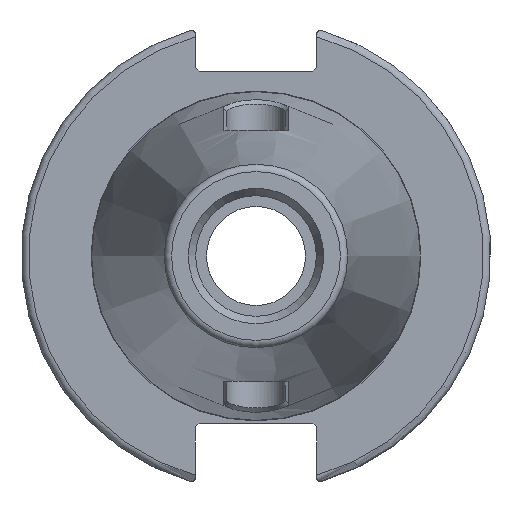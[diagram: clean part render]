
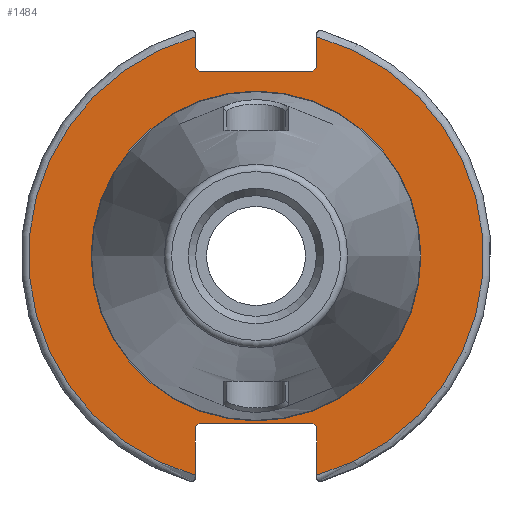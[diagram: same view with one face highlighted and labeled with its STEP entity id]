
A CAD part, left-side view. The second image highlights one B-rep face of the part: STEP entity #1484.
In plain terms, the highlighted planar face has unit normal (-1, 0, 0).
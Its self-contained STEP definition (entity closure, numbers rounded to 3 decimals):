
#129=FACE_BOUND('',#289,.T.);
#140=PLANE('',#1599);
#202=FACE_OUTER_BOUND('',#288,.T.);
#288=EDGE_LOOP('',(#1182,#1183,#1184,#1185,#1186,#1187,#1188,#1189,#1190,
#1191,#1192,#1193));
#289=EDGE_LOOP('',(#1194));
#381=LINE('',#2905,#486);
#382=LINE('',#2907,#487);
#383=LINE('',#2909,#488);
#384=LINE('',#2911,#489);
#385=LINE('',#2913,#490);
#386=LINE('',#2917,#491);
#387=LINE('',#2919,#492);
#388=LINE('',#2921,#493);
#389=LINE('',#2923,#494);
#390=LINE('',#2924,#495);
#486=VECTOR('',#1812,10.);
#487=VECTOR('',#1813,10.);
#488=VECTOR('',#1814,10.);
#489=VECTOR('',#1815,10.);
#490=VECTOR('',#1816,10.);
#491=VECTOR('',#1819,10.);
#492=VECTOR('',#1820,10.);
#493=VECTOR('',#1821,10.);
#494=VECTOR('',#1822,10.);
#495=VECTOR('',#1823,10.);
#572=CIRCLE('',#1597,22.3);
#574=CIRCLE('',#1600,30.75);
#575=CIRCLE('',#1601,30.75);
#670=VERTEX_POINT('',#2896);
#671=VERTEX_POINT('',#2901);
#672=VERTEX_POINT('',#2902);
#673=VERTEX_POINT('',#2904);
#674=VERTEX_POINT('',#2906);
#675=VERTEX_POINT('',#2908);
#676=VERTEX_POINT('',#2910);
#677=VERTEX_POINT('',#2912);
#678=VERTEX_POINT('',#2914);
#679=VERTEX_POINT('',#2916);
#680=VERTEX_POINT('',#2918);
#681=VERTEX_POINT('',#2920);
#682=VERTEX_POINT('',#2922);
#855=EDGE_CURVE('',#670,#670,#572,.T.);
#857=EDGE_CURVE('',#671,#672,#574,.T.);
#858=EDGE_CURVE('',#671,#673,#381,.T.);
#859=EDGE_CURVE('',#674,#673,#382,.T.);
#860=EDGE_CURVE('',#674,#675,#383,.T.);
#861=EDGE_CURVE('',#676,#675,#384,.T.);
#862=EDGE_CURVE('',#676,#677,#385,.T.);
#863=EDGE_CURVE('',#678,#677,#575,.T.);
#864=EDGE_CURVE('',#678,#679,#386,.T.);
#865=EDGE_CURVE('',#680,#679,#387,.T.);
#866=EDGE_CURVE('',#680,#681,#388,.T.);
#867=EDGE_CURVE('',#682,#681,#389,.T.);
#868=EDGE_CURVE('',#682,#672,#390,.T.);
#1182=ORIENTED_EDGE('',*,*,#857,.F.);
#1183=ORIENTED_EDGE('',*,*,#858,.T.);
#1184=ORIENTED_EDGE('',*,*,#859,.F.);
#1185=ORIENTED_EDGE('',*,*,#860,.T.);
#1186=ORIENTED_EDGE('',*,*,#861,.F.);
#1187=ORIENTED_EDGE('',*,*,#862,.T.);
#1188=ORIENTED_EDGE('',*,*,#863,.F.);
#1189=ORIENTED_EDGE('',*,*,#864,.T.);
#1190=ORIENTED_EDGE('',*,*,#865,.F.);
#1191=ORIENTED_EDGE('',*,*,#866,.T.);
#1192=ORIENTED_EDGE('',*,*,#867,.F.);
#1193=ORIENTED_EDGE('',*,*,#868,.T.);
#1194=ORIENTED_EDGE('',*,*,#855,.F.);
#1484=ADVANCED_FACE('',(#202,#129),#140,.T.);
#1597=AXIS2_PLACEMENT_3D('',#2898,#1804,#1805);
#1599=AXIS2_PLACEMENT_3D('',#2900,#1808,#1809);
#1600=AXIS2_PLACEMENT_3D('',#2903,#1810,#1811);
#1601=AXIS2_PLACEMENT_3D('',#2915,#1817,#1818);
#1804=DIRECTION('center_axis',(-1.,0.,0.));
#1805=DIRECTION('ref_axis',(0.,-1.,0.));
#1808=DIRECTION('center_axis',(-1.,0.,0.));
#1809=DIRECTION('ref_axis',(0.,0.,1.));
#1810=DIRECTION('center_axis',(1.,0.,0.));
#1811=DIRECTION('ref_axis',(0.,-1.,0.));
#1812=DIRECTION('',(0.,0.,-1.));
#1813=DIRECTION('',(0.,-0.707,0.707));
#1814=DIRECTION('',(0.,1.,0.));
#1815=DIRECTION('',(0.,-0.707,-0.707));
#1816=DIRECTION('',(0.,0.,1.));
#1817=DIRECTION('center_axis',(1.,0.,0.));
#1818=DIRECTION('ref_axis',(0.,1.,0.));
#1819=DIRECTION('',(0.,0.,1.));
#1820=DIRECTION('',(0.,0.707,-0.707));
#1821=DIRECTION('',(0.,-1.,0.));
#1822=DIRECTION('',(0.,0.707,0.707));
#1823=DIRECTION('',(0.,0.,-1.));
#2896=CARTESIAN_POINT('',(3.175,0.,22.3));
#2898=CARTESIAN_POINT('Origin',(3.175,0.,0.));
#2900=CARTESIAN_POINT('Origin',(3.175,31.75,0.));
#2901=CARTESIAN_POINT('',(3.175,-8.19,29.639));
#2902=CARTESIAN_POINT('',(3.175,-8.19,-29.639));
#2903=CARTESIAN_POINT('Origin',(3.175,0.,0.));
#2904=CARTESIAN_POINT('',(3.175,-8.19,25.5));
#2905=CARTESIAN_POINT('',(3.175,-8.19,12.5));
#2906=CARTESIAN_POINT('',(3.175,-7.69,25.));
#2907=CARTESIAN_POINT('',(3.175,8.295,9.015));
#2908=CARTESIAN_POINT('',(3.175,7.69,25.));
#2909=CARTESIAN_POINT('',(3.175,15.875,25.));
#2910=CARTESIAN_POINT('',(3.175,8.19,25.5));
#2911=CARTESIAN_POINT('',(3.175,7.58,24.89));
#2912=CARTESIAN_POINT('',(3.175,8.19,29.639));
#2913=CARTESIAN_POINT('',(3.175,8.19,12.5));
#2914=CARTESIAN_POINT('',(3.175,8.19,-29.639));
#2915=CARTESIAN_POINT('Origin',(3.175,0.,0.));
#2916=CARTESIAN_POINT('',(3.175,8.19,-23.1));
#2917=CARTESIAN_POINT('',(3.175,8.19,-11.3));
#2918=CARTESIAN_POINT('',(3.175,7.69,-22.6));
#2919=CARTESIAN_POINT('',(3.175,8.18,-23.09));
#2920=CARTESIAN_POINT('',(3.175,-7.69,-22.6));
#2921=CARTESIAN_POINT('',(3.175,15.875,-22.6));
#2922=CARTESIAN_POINT('',(3.175,-8.19,-23.1));
#2923=CARTESIAN_POINT('',(3.175,7.695,-7.215));
#2924=CARTESIAN_POINT('',(3.175,-8.19,-11.3));
